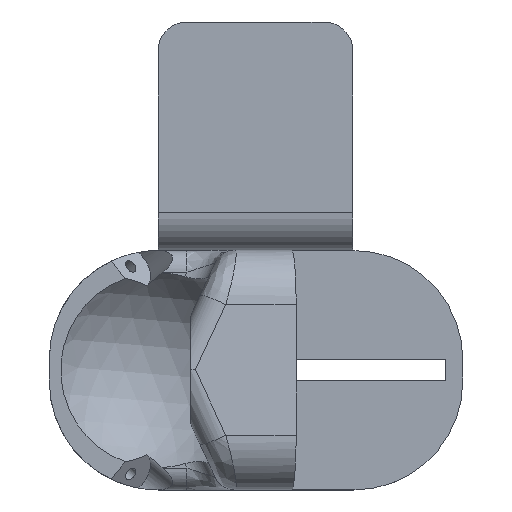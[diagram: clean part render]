
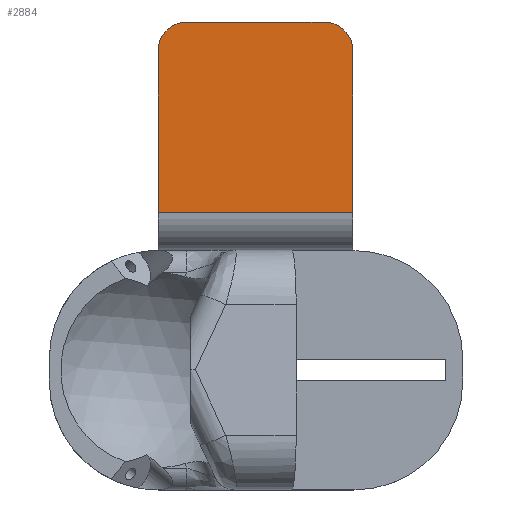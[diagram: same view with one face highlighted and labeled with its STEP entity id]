
A CAD part, top view. The second image highlights one B-rep face of the part: STEP entity #2884.
In plain terms, the highlighted planar face has unit normal (0, 0, 1).
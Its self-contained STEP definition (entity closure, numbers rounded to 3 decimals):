
#165=PLANE('',#3154);
#298=LINE('',#4974,#559);
#306=LINE('',#4991,#567);
#389=LINE('',#5166,#650);
#392=LINE('',#5174,#653);
#559=VECTOR('',#3695,10.);
#567=VECTOR('',#3707,10.);
#650=VECTOR('',#3862,10.);
#653=VECTOR('',#3871,10.);
#893=FACE_OUTER_BOUND('',#1074,.T.);
#1074=EDGE_LOOP('',(#2602,#2603,#2604,#2605,#2606,#2607));
#1223=CIRCLE('',#3150,2.65);
#1224=CIRCLE('',#3153,2.65);
#1392=VERTEX_POINT('',#4971);
#1393=VERTEX_POINT('',#4973);
#1400=VERTEX_POINT('',#4989);
#1456=VERTEX_POINT('',#5165);
#1457=VERTEX_POINT('',#5169);
#1458=VERTEX_POINT('',#5173);
#1746=EDGE_CURVE('',#1392,#1393,#298,.T.);
#1755=EDGE_CURVE('',#1392,#1400,#306,.T.);
#1840=EDGE_CURVE('',#1456,#1393,#389,.T.);
#1842=EDGE_CURVE('',#1457,#1456,#1223,.T.);
#1844=EDGE_CURVE('',#1458,#1457,#392,.T.);
#1846=EDGE_CURVE('',#1400,#1458,#1224,.T.);
#2602=ORIENTED_EDGE('',*,*,#1746,.F.);
#2603=ORIENTED_EDGE('',*,*,#1755,.T.);
#2604=ORIENTED_EDGE('',*,*,#1846,.T.);
#2605=ORIENTED_EDGE('',*,*,#1844,.T.);
#2606=ORIENTED_EDGE('',*,*,#1842,.T.);
#2607=ORIENTED_EDGE('',*,*,#1840,.T.);
#2884=ADVANCED_FACE('',(#893),#165,.T.);
#3150=AXIS2_PLACEMENT_3D('',#5170,#3866,#3867);
#3153=AXIS2_PLACEMENT_3D('',#5177,#3875,#3876);
#3154=AXIS2_PLACEMENT_3D('',#5178,#3877,#3878);
#3695=DIRECTION('',(-1.,0.,0.));
#3707=DIRECTION('',(0.,1.,0.));
#3862=DIRECTION('',(0.,-1.,0.));
#3866=DIRECTION('center_axis',(0.,0.,1.));
#3867=DIRECTION('ref_axis',(0.,1.,0.));
#3871=DIRECTION('',(-1.,0.,0.));
#3875=DIRECTION('center_axis',(0.,0.,1.));
#3876=DIRECTION('ref_axis',(1.,0.,0.));
#3877=DIRECTION('center_axis',(0.,0.,1.));
#3878=DIRECTION('ref_axis',(1.,0.,0.));
#4971=CARTESIAN_POINT('',(8.976,42.739,3.5));
#4973=CARTESIAN_POINT('',(-8.924,42.739,3.5));
#4974=CARTESIAN_POINT('',(-4.449,42.739,3.5));
#4989=CARTESIAN_POINT('',(8.976,57.589,3.5));
#4991=CARTESIAN_POINT('',(8.976,57.589,3.5));
#5165=CARTESIAN_POINT('',(-8.924,57.589,3.5));
#5166=CARTESIAN_POINT('',(-8.924,39.239,3.5));
#5169=CARTESIAN_POINT('',(-6.274,60.239,3.5));
#5170=CARTESIAN_POINT('Origin',(-6.274,57.589,3.5));
#5173=CARTESIAN_POINT('',(6.326,60.239,3.5));
#5174=CARTESIAN_POINT('',(-6.274,60.239,3.5));
#5177=CARTESIAN_POINT('Origin',(6.326,57.589,3.5));
#5178=CARTESIAN_POINT('Origin',(0.026,49.739,3.5));
